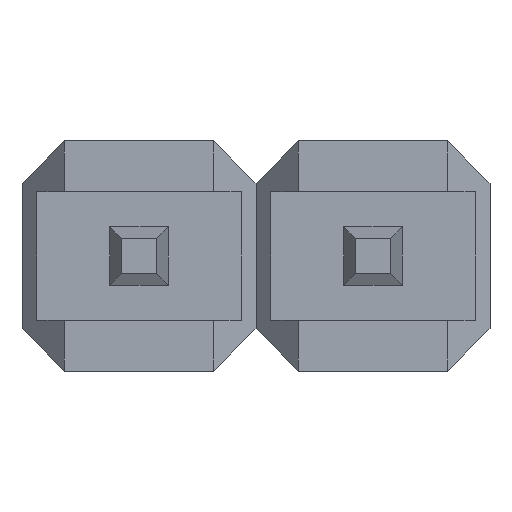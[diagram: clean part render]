
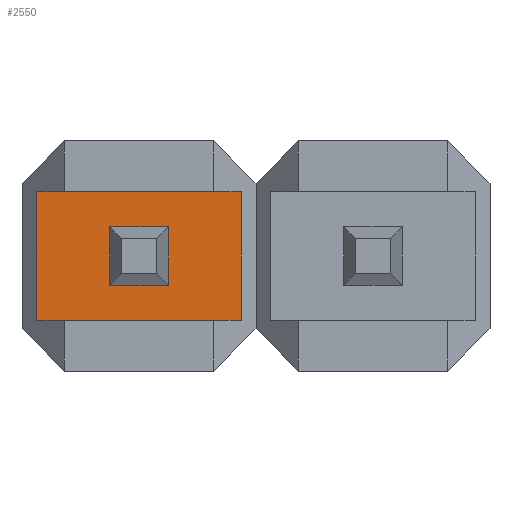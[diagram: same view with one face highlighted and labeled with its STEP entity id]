
A CAD part, front view. The second image highlights one B-rep face of the part: STEP entity #2550.
In plain terms, the highlighted planar face has unit normal (0, -1, 0).
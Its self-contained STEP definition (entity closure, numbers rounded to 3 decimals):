
#104 = VECTOR ( 'NONE', #1831, 1000. ) ;
#126 = VECTOR ( 'NONE', #1678, 1000. ) ;
#385 = FACE_OUTER_BOUND ( 'NONE', #1108, .T. ) ;
#393 = FACE_BOUND ( 'NONE', #1109, .T. ) ;
#399 = AXIS2_PLACEMENT_3D ( 'NONE', #856, #857, #858 ) ;
#415 = VERTEX_POINT ( 'NONE', #1705 ) ;
#422 = VERTEX_POINT ( 'NONE', #1712 ) ;
#423 = VERTEX_POINT ( 'NONE', #1713 ) ;
#424 = VERTEX_POINT ( 'NONE', #1714 ) ;
#425 = VERTEX_POINT ( 'NONE', #1715 ) ;
#429 = VERTEX_POINT ( 'NONE', #1719 ) ;
#434 = VERTEX_POINT ( 'NONE', #1724 ) ;
#576 = LINE ( 'NONE', #577, #2230 ) ;
#577 = CARTESIAN_POINT ( 'NONE',  ( -2.38, 0.3, 0.7 ) ) ;
#578 = DIRECTION ( 'NONE',  ( 0., 0., -1. ) ) ;
#631 = LINE ( 'NONE', #632, #2015 ) ;
#632 = CARTESIAN_POINT ( 'NONE',  ( -2.54, 0.3, -0.7 ) ) ;
#633 = DIRECTION ( 'NONE',  ( 1., 0., 0. ) ) ;
#855 = PLANE ( 'NONE',  #399 ) ;
#856 = CARTESIAN_POINT ( 'NONE',  ( -2.54, 0.3, 0.7 ) ) ;
#857 = DIRECTION ( 'NONE',  ( 0., 1., 0. ) ) ;
#858 = DIRECTION ( 'NONE',  ( 0., 0., 1. ) ) ;
#1108 = EDGE_LOOP ( 'NONE', ( #2450, #1785, #1406, #1407 ) ) ;
#1109 = EDGE_LOOP ( 'NONE', ( #1395, #1348, #1781, #1402 ) ) ;
#1348 = ORIENTED_EDGE ( 'NONE', *, *, #2637, .T. ) ;
#1395 = ORIENTED_EDGE ( 'NONE', *, *, #2522, .T. ) ;
#1402 = ORIENTED_EDGE ( 'NONE', *, *, #2629, .T. ) ;
#1406 = ORIENTED_EDGE ( 'NONE', *, *, #2643, .F. ) ;
#1407 = ORIENTED_EDGE ( 'NONE', *, *, #2480, .T. ) ;
#1470 = VERTEX_POINT ( 'NONE', #1532 ) ;
#1532 = CARTESIAN_POINT ( 'NONE',  ( -0.16, 0.3, -0.7 ) ) ;
#1676 = LINE ( 'NONE', #1677, #126 ) ;
#1677 = CARTESIAN_POINT ( 'NONE',  ( -1.59, 0.3, -0.32 ) ) ;
#1678 = DIRECTION ( 'NONE',  ( -1., 0., 0. ) ) ;
#1705 = CARTESIAN_POINT ( 'NONE',  ( -1.59, 0.3, 0.32 ) ) ;
#1712 = CARTESIAN_POINT ( 'NONE',  ( -0.95, 0.3, -0.32 ) ) ;
#1713 = CARTESIAN_POINT ( 'NONE',  ( -2.38, 0.3, 0.7 ) ) ;
#1714 = CARTESIAN_POINT ( 'NONE',  ( -2.38, 0.3, -0.7 ) ) ;
#1715 = CARTESIAN_POINT ( 'NONE',  ( -1.59, 0.3, -0.32 ) ) ;
#1719 = CARTESIAN_POINT ( 'NONE',  ( -0.16, 0.3, 0.7 ) ) ;
#1724 = CARTESIAN_POINT ( 'NONE',  ( -0.95, 0.3, 0.32 ) ) ;
#1751 = VECTOR ( 'NONE', #2697, 1000. ) ;
#1781 = ORIENTED_EDGE ( 'NONE', *, *, #2530, .T. ) ;
#1785 = ORIENTED_EDGE ( 'NONE', *, *, #2611, .T. ) ;
#1829 = LINE ( 'NONE', #1830, #104 ) ;
#1830 = CARTESIAN_POINT ( 'NONE',  ( -0.95, 0.3, 0.32 ) ) ;
#1831 = DIRECTION ( 'NONE',  ( 1., 0., 0. ) ) ;
#1895 = VECTOR ( 'NONE', #2771, 1000. ) ;
#1907 = VECTOR ( 'NONE', #2805, 1000. ) ;
#1913 = VECTOR ( 'NONE', #2823, 1000. ) ;
#2015 = VECTOR ( 'NONE', #633, 1000. ) ;
#2230 = VECTOR ( 'NONE', #578, 1000. ) ;
#2450 = ORIENTED_EDGE ( 'NONE', *, *, #2599, .T. ) ;
#2480 = EDGE_CURVE ( 'NONE', #423, #424, #576, .T. ) ;
#2522 = EDGE_CURVE ( 'NONE', #422, #425, #1676, .T. ) ;
#2530 = EDGE_CURVE ( 'NONE', #415, #434, #1829, .T. ) ;
#2550 = ADVANCED_FACE ( 'NONE', ( #393, #385 ), #855, .F. ) ;
#2599 = EDGE_CURVE ( 'NONE', #424, #1470, #631, .T. ) ;
#2611 = EDGE_CURVE ( 'NONE', #1470, #429, #2695, .T. ) ;
#2629 = EDGE_CURVE ( 'NONE', #434, #422, #2769, .T. ) ;
#2637 = EDGE_CURVE ( 'NONE', #425, #415, #2803, .T. ) ;
#2643 = EDGE_CURVE ( 'NONE', #423, #429, #2821, .T. ) ;
#2695 = LINE ( 'NONE', #2696, #1751 ) ;
#2696 = CARTESIAN_POINT ( 'NONE',  ( -0.16, 0.3, 0.7 ) ) ;
#2697 = DIRECTION ( 'NONE',  ( 0., 0., 1. ) ) ;
#2769 = LINE ( 'NONE', #2770, #1895 ) ;
#2770 = CARTESIAN_POINT ( 'NONE',  ( -0.95, 0.3, -0.32 ) ) ;
#2771 = DIRECTION ( 'NONE',  ( 0., 0., -1. ) ) ;
#2803 = LINE ( 'NONE', #2804, #1907 ) ;
#2804 = CARTESIAN_POINT ( 'NONE',  ( -1.59, 0.3, -0.32 ) ) ;
#2805 = DIRECTION ( 'NONE',  ( 0., 0., 1. ) ) ;
#2821 = LINE ( 'NONE', #2822, #1913 ) ;
#2822 = CARTESIAN_POINT ( 'NONE',  ( -2.54, 0.3, 0.7 ) ) ;
#2823 = DIRECTION ( 'NONE',  ( 1., 0., 0. ) ) ;
